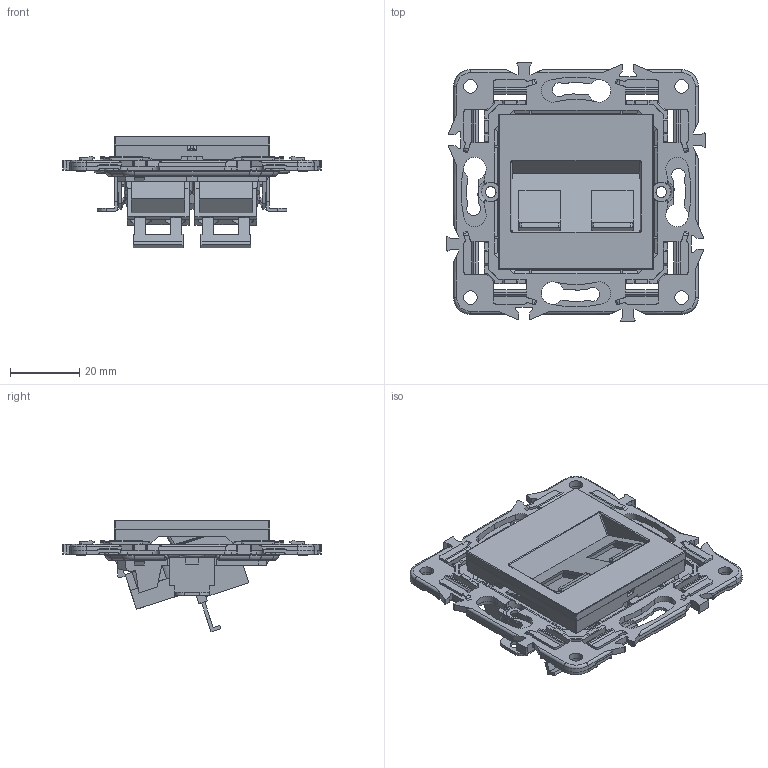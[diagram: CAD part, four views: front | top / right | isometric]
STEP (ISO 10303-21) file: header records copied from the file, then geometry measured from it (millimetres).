
FILE_DESCRIPTION (( 'STEP AP203' ), '1' );
FILE_NAME ('SKANDY Ðîç. êîìï. 2-àÿ RJ45.STEP', '2025-02-12T10:48:19', ( '' ), ( '' ), 'SwSTEP 2.0', 'SolidWorks 2022', '' );
FILE_SCHEMA (( 'CONFIG_CONTROL_DESIGN' ));
Products named in the file (1): SKANDY Роз. комп. 2-ая RJ45
Bounding box: 74.7 x 74.7 x 32.36 mm (x, y, z)
Volume: 27117.8 mm3; surface area: 36450 mm2
Topology: 7 solids, 7 shells, 2057 faces, 5882 edges, 3786 vertices
Faces by surface type: plane 1284, cylinder 573, torus 120, bspline 44, cone 32, sphere 4
Entity records: 68528 total; most frequent: CARTESIAN_POINT 15225, ORIENTED_EDGE 11744, DIRECTION 10410, EDGE_CURVE 5872, VECTOR 4290, LINE 4290, VERTEX_POINT 3784, AXIS2_PLACEMENT_3D 3060
